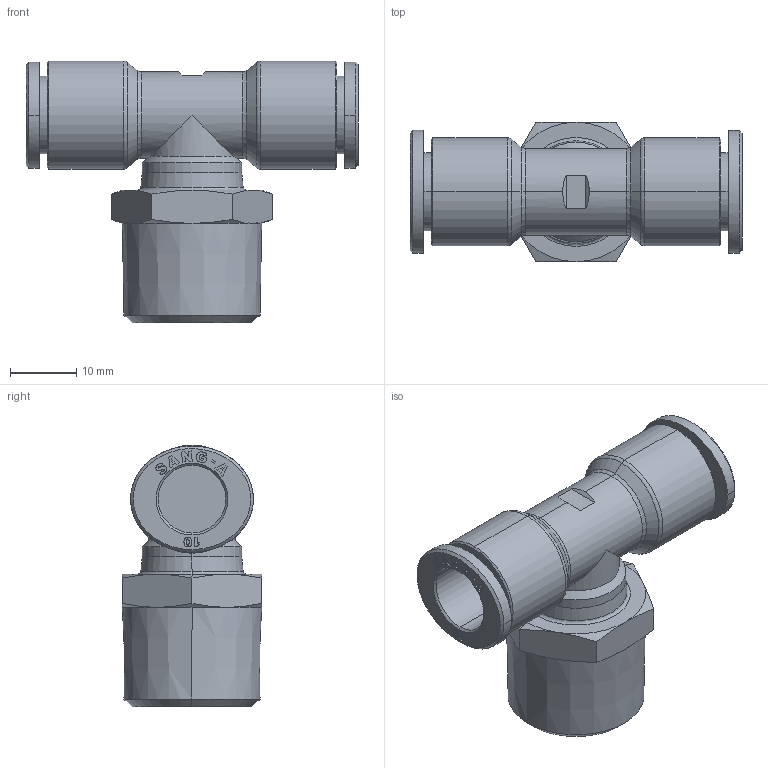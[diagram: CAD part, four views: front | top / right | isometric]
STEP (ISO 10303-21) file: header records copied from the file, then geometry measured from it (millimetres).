
FILE_DESCRIPTION((''),'2;1');
FILE_NAME('GPT 1004(3D).stp','2012-12-26T18:56:23',(''),(''),'Mechanical Desktop.R8.0.24.0','Mechanical Desktop.R8.0.24.0',', , ');
FILE_SCHEMA(('CONFIG_CONTROL_DESIGN'));
Length unit declared in the file: millimetre
Products named in the file (2): GPT 1004(3D); ºÎÇ°1
Assembly tree (1 placements, depth 2):
  GPT 1004(3D)
    ºÎÇ°1
Bounding box: 50 x 21 x 39.45 mm (x, y, z)
Volume: 11443.1 mm3; surface area: 7113.3 mm2
Topology: 1 solids, 1 shells, 863 faces, 2440 edges, 1607 vertices
Faces by surface type: plane 771, cone 44, cylinder 22, bspline 22, torus 4
Entity records: 28451 total; most frequent: CARTESIAN_POINT 6104, ORIENTED_EDGE 4876, DIRECTION 4178, EDGE_CURVE 2438, VECTOR 2268, LINE 2268, VERTEX_POINT 1607, AXIS2_PLACEMENT_3D 955
